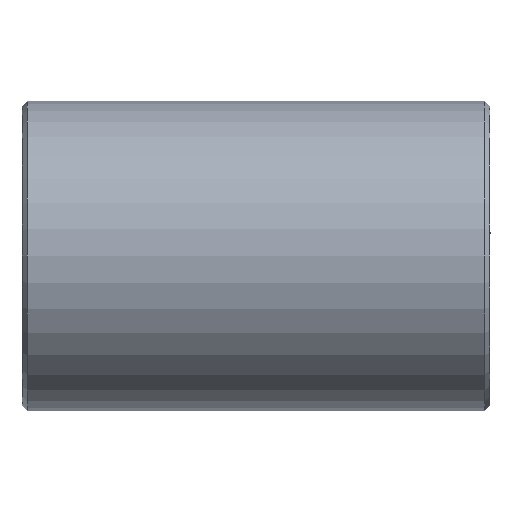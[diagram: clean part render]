
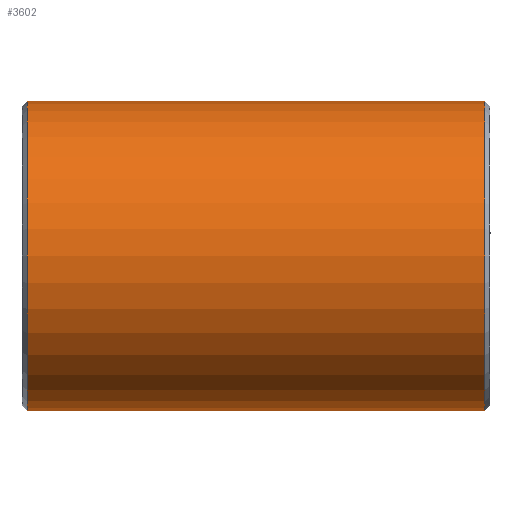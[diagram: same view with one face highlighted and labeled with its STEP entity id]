
A CAD part, left-side view. The second image highlights one B-rep face of the part: STEP entity #3602.
In plain terms, the highlighted cylindrical face has radius 2.975 mm (diameter 5.95 mm), a partial arc.
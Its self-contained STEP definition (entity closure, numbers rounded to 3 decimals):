
#93 = CARTESIAN_POINT ( 'NONE',  ( 0., 4.5, -2.975 ) ) ;
#258 = DIRECTION ( 'NONE',  ( 0., -1., 0. ) ) ;
#280 = CARTESIAN_POINT ( 'NONE',  ( 0., 4.5, 2.975 ) ) ;
#316 = EDGE_CURVE ( 'NONE', #2451, #1591, #3921, .T. ) ;
#374 = DIRECTION ( 'NONE',  ( 0., -1., 0. ) ) ;
#723 = ORIENTED_EDGE ( 'NONE', *, *, #316, .T. ) ;
#956 = ORIENTED_EDGE ( 'NONE', *, *, #3236, .T. ) ;
#1010 = CARTESIAN_POINT ( 'NONE',  ( 0., 4.4, 2.975 ) ) ;
#1021 = CARTESIAN_POINT ( 'NONE',  ( 0., -4.4, -2.975 ) ) ;
#1502 = CARTESIAN_POINT ( 'NONE',  ( 0., 4.4, -2.975 ) ) ;
#1591 = VERTEX_POINT ( 'NONE', #1021 ) ;
#1592 = DIRECTION ( 'NONE',  ( 0., 0., -1. ) ) ;
#1820 = EDGE_CURVE ( 'NONE', #3244, #4113, #2755, .T. ) ;
#1897 = VECTOR ( 'NONE', #258, 1000. ) ;
#1902 = EDGE_LOOP ( 'NONE', ( #4214, #956, #723, #1928 ) ) ;
#1906 = AXIS2_PLACEMENT_3D ( 'NONE', #3358, #4181, #4922 ) ;
#1928 = ORIENTED_EDGE ( 'NONE', *, *, #3188, .T. ) ;
#2360 = CARTESIAN_POINT ( 'NONE',  ( 0., -4.4, 2.975 ) ) ;
#2451 = VERTEX_POINT ( 'NONE', #1502 ) ;
#2755 = LINE ( 'NONE', #280, #1897 ) ;
#2946 = VECTOR ( 'NONE', #4421, 1000. ) ;
#2982 = CIRCLE ( 'NONE', #1906, 2.975 ) ;
#3188 = EDGE_CURVE ( 'NONE', #1591, #4113, #2982, .T. ) ;
#3236 = EDGE_CURVE ( 'NONE', #3244, #2451, #4572, .T. ) ;
#3244 = VERTEX_POINT ( 'NONE', #1010 ) ;
#3358 = CARTESIAN_POINT ( 'NONE',  ( 0., -4.4, 0. ) ) ;
#3393 = CARTESIAN_POINT ( 'NONE',  ( 0., 4.4, 0. ) ) ;
#3602 = ADVANCED_FACE ( 'NONE', ( #4006 ), #4381, .T. ) ;
#3727 = AXIS2_PLACEMENT_3D ( 'NONE', #3393, #3787, #4587 ) ;
#3787 = DIRECTION ( 'NONE',  ( 0., -1., 0. ) ) ;
#3901 = CARTESIAN_POINT ( 'NONE',  ( 0., 4.5, 0. ) ) ;
#3921 = LINE ( 'NONE', #93, #2946 ) ;
#4006 = FACE_OUTER_BOUND ( 'NONE', #1902, .T. ) ;
#4113 = VERTEX_POINT ( 'NONE', #2360 ) ;
#4181 = DIRECTION ( 'NONE',  ( 0., 1., 0. ) ) ;
#4197 = AXIS2_PLACEMENT_3D ( 'NONE', #3901, #374, #1592 ) ;
#4214 = ORIENTED_EDGE ( 'NONE', *, *, #1820, .F. ) ;
#4381 = CYLINDRICAL_SURFACE ( 'NONE', #4197, 2.975 ) ;
#4421 = DIRECTION ( 'NONE',  ( 0., -1., 0. ) ) ;
#4572 = CIRCLE ( 'NONE', #3727, 2.975 ) ;
#4587 = DIRECTION ( 'NONE',  ( 0., 0., 1. ) ) ;
#4922 = DIRECTION ( 'NONE',  ( 0., 0., 1. ) ) ;
